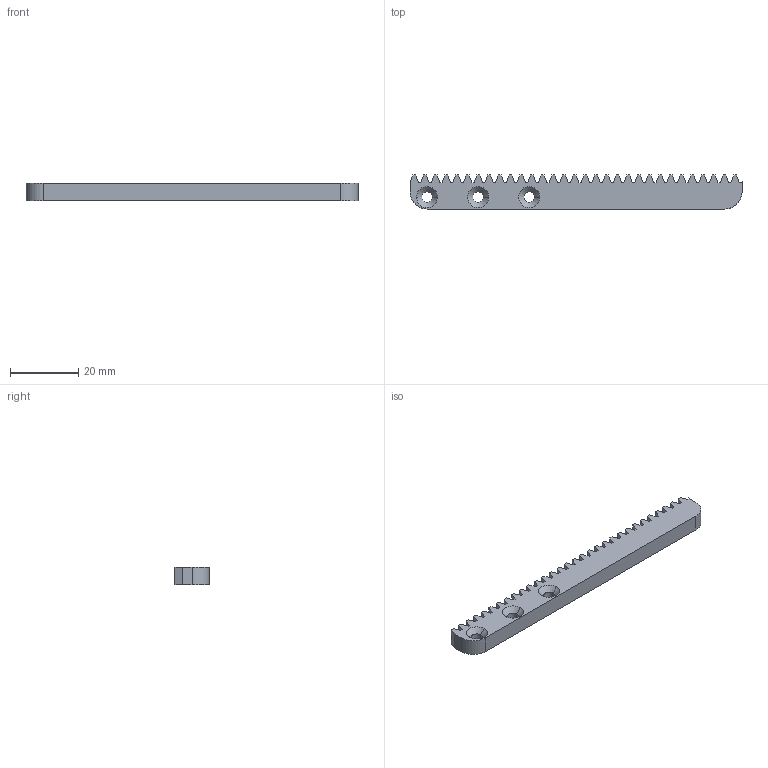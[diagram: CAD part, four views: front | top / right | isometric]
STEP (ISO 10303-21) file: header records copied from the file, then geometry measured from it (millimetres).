
FILE_DESCRIPTION (( 'STEP AP203' ), '1' );
FILE_NAME ('標蛈喘沭1耀.STEP', '2025-08-01T16:03:47', ( '' ), ( '' ), 'SwSTEP 2.0', 'SolidWorks 2024', '' );
FILE_SCHEMA (( 'CONFIG_CONTROL_DESIGN' ));
Length unit declared in the file: millimetre
Products named in the file (1): 夹爪齿条1模
Bounding box: 97.5 x 10 x 5 mm (x, y, z)
Volume: 4096.4 mm3; surface area: 3384 mm2
Topology: 1 solids, 1 shells, 154 faces, 440 edges, 290 vertices
Faces by surface type: plane 132, cylinder 12, cone 10
Entity records: 5027 total; most frequent: CARTESIAN_POINT 885, ORIENTED_EDGE 880, DIRECTION 784, EDGE_CURVE 440, VECTOR 406, LINE 406, VERTEX_POINT 290, AXIS2_PLACEMENT_3D 189
